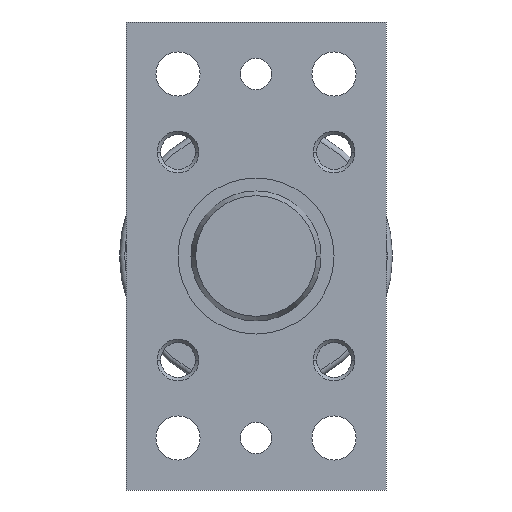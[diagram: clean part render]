
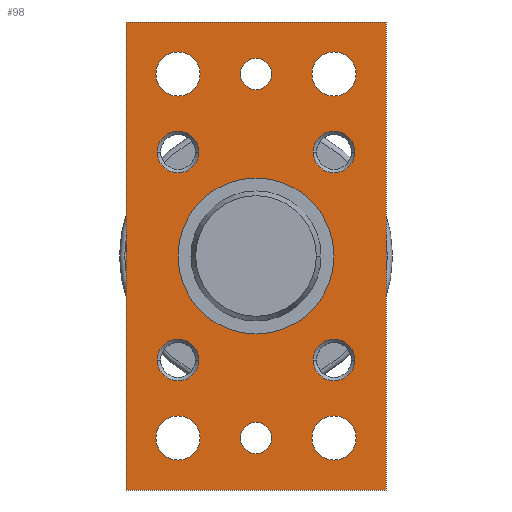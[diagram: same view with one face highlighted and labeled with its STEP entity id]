
A CAD part, left-side view. The second image highlights one B-rep face of the part: STEP entity #98.
In plain terms, the highlighted planar face has unit normal (-1, 0, 0).
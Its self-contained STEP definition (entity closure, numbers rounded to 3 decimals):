
#98=ADVANCED_FACE('',(#248,#249,#250,#251,#252,#253,#254,#255,#256,#257,#258,#259),#260,.F.);
#248=FACE_BOUND('',#447,.T.);
#249=FACE_BOUND('',#448,.T.);
#250=FACE_BOUND('',#449,.T.);
#251=FACE_BOUND('',#450,.T.);
#252=FACE_BOUND('',#451,.T.);
#253=FACE_BOUND('',#452,.T.);
#254=FACE_BOUND('',#453,.T.);
#255=FACE_BOUND('',#454,.T.);
#256=FACE_BOUND('',#455,.T.);
#257=FACE_BOUND('',#456,.T.);
#258=FACE_BOUND('',#457,.T.);
#259=FACE_OUTER_BOUND('',#458,.T.);
#260=PLANE('',#459);
#447=EDGE_LOOP('',(#924,#925));
#448=EDGE_LOOP('',(#926,#927));
#449=EDGE_LOOP('',(#928,#929));
#450=EDGE_LOOP('',(#930,#931));
#451=EDGE_LOOP('',(#932,#933));
#452=EDGE_LOOP('',(#934,#935));
#453=EDGE_LOOP('',(#936,#937));
#454=EDGE_LOOP('',(#938,#939));
#455=EDGE_LOOP('',(#940,#941));
#456=EDGE_LOOP('',(#942,#943));
#457=EDGE_LOOP('',(#944,#945));
#458=EDGE_LOOP('',(#946,#947,#948,#949));
#459=AXIS2_PLACEMENT_3D('',#950,#951,#952);
#924=ORIENTED_EDGE('',*,*,#1332,.T.);
#925=ORIENTED_EDGE('',*,*,#1358,.T.);
#926=ORIENTED_EDGE('',*,*,#1321,.T.);
#927=ORIENTED_EDGE('',*,*,#1360,.T.);
#928=ORIENTED_EDGE('',*,*,#1310,.T.);
#929=ORIENTED_EDGE('',*,*,#1362,.T.);
#930=ORIENTED_EDGE('',*,*,#1299,.T.);
#931=ORIENTED_EDGE('',*,*,#1364,.T.);
#932=ORIENTED_EDGE('',*,*,#1366,.T.);
#933=ORIENTED_EDGE('',*,*,#1292,.T.);
#934=ORIENTED_EDGE('',*,*,#1367,.T.);
#935=ORIENTED_EDGE('',*,*,#1288,.T.);
#936=ORIENTED_EDGE('',*,*,#1368,.T.);
#937=ORIENTED_EDGE('',*,*,#1284,.T.);
#938=ORIENTED_EDGE('',*,*,#1369,.T.);
#939=ORIENTED_EDGE('',*,*,#1280,.T.);
#940=ORIENTED_EDGE('',*,*,#1370,.T.);
#941=ORIENTED_EDGE('',*,*,#1276,.T.);
#942=ORIENTED_EDGE('',*,*,#1371,.T.);
#943=ORIENTED_EDGE('',*,*,#1272,.T.);
#944=ORIENTED_EDGE('',*,*,#1341,.T.);
#945=ORIENTED_EDGE('',*,*,#1340,.T.);
#946=ORIENTED_EDGE('',*,*,#1372,.T.);
#947=ORIENTED_EDGE('',*,*,#1373,.T.);
#948=ORIENTED_EDGE('',*,*,#1374,.T.);
#949=ORIENTED_EDGE('',*,*,#1375,.T.);
#950=CARTESIAN_POINT('',(-10.0,0.0,0.0));
#951=DIRECTION('',(1.0,0.0,0.));
#952=DIRECTION('',(0.,0.0,-1.0));
#1272=EDGE_CURVE('',#1535,#1539,#1541,.T.);
#1276=EDGE_CURVE('',#1543,#1547,#1549,.T.);
#1280=EDGE_CURVE('',#1551,#1555,#1557,.T.);
#1284=EDGE_CURVE('',#1559,#1563,#1565,.T.);
#1288=EDGE_CURVE('',#1567,#1571,#1573,.T.);
#1292=EDGE_CURVE('',#1575,#1579,#1581,.T.);
#1299=EDGE_CURVE('',#1590,#1592,#1594,.T.);
#1310=EDGE_CURVE('',#1609,#1611,#1613,.T.);
#1321=EDGE_CURVE('',#1628,#1630,#1632,.T.);
#1332=EDGE_CURVE('',#1647,#1649,#1651,.T.);
#1340=EDGE_CURVE('',#1659,#1663,#1665,.T.);
#1341=EDGE_CURVE('',#1663,#1659,#1666,.T.);
#1358=EDGE_CURVE('',#1649,#1647,#1687,.T.);
#1360=EDGE_CURVE('',#1630,#1628,#1689,.T.);
#1362=EDGE_CURVE('',#1611,#1609,#1691,.T.);
#1364=EDGE_CURVE('',#1592,#1590,#1693,.T.);
#1366=EDGE_CURVE('',#1579,#1575,#1695,.T.);
#1367=EDGE_CURVE('',#1571,#1567,#1696,.T.);
#1368=EDGE_CURVE('',#1563,#1559,#1697,.T.);
#1369=EDGE_CURVE('',#1555,#1551,#1698,.T.);
#1370=EDGE_CURVE('',#1547,#1543,#1699,.T.);
#1371=EDGE_CURVE('',#1539,#1535,#1700,.T.);
#1372=EDGE_CURVE('',#1701,#1702,#1703,.T.);
#1373=EDGE_CURVE('',#1702,#1704,#1705,.T.);
#1374=EDGE_CURVE('',#1704,#1706,#1707,.T.);
#1375=EDGE_CURVE('',#1706,#1701,#1708,.T.);
#1535=VERTEX_POINT('',#2088);
#1539=VERTEX_POINT('',#2093);
#1541=CIRCLE('',#2096,4.25);
#1543=VERTEX_POINT('',#2098);
#1547=VERTEX_POINT('',#2103);
#1549=CIRCLE('',#2106,4.25);
#1551=VERTEX_POINT('',#2108);
#1555=VERTEX_POINT('',#2113);
#1557=CIRCLE('',#2116,4.25);
#1559=VERTEX_POINT('',#2118);
#1563=VERTEX_POINT('',#2123);
#1565=CIRCLE('',#2126,4.25);
#1567=VERTEX_POINT('',#2128);
#1571=VERTEX_POINT('',#2133);
#1573=CIRCLE('',#2136,3.0);
#1575=VERTEX_POINT('',#2138);
#1579=VERTEX_POINT('',#2143);
#1581=CIRCLE('',#2146,3.0);
#1590=VERTEX_POINT('',#2157);
#1592=VERTEX_POINT('',#2160);
#1594=CIRCLE('',#2163,4.0);
#1609=VERTEX_POINT('',#2182);
#1611=VERTEX_POINT('',#2185);
#1613=CIRCLE('',#2188,4.0);
#1628=VERTEX_POINT('',#2207);
#1630=VERTEX_POINT('',#2210);
#1632=CIRCLE('',#2213,4.0);
#1647=VERTEX_POINT('',#2232);
#1649=VERTEX_POINT('',#2235);
#1651=CIRCLE('',#2238,4.0);
#1659=VERTEX_POINT('',#2248);
#1663=VERTEX_POINT('',#2253);
#1665=CIRCLE('',#2256,15.0);
#1666=CIRCLE('',#2257,15.0);
#1687=CIRCLE('',#2282,4.0);
#1689=CIRCLE('',#2284,4.0);
#1691=CIRCLE('',#2286,4.0);
#1693=CIRCLE('',#2288,4.0);
#1695=CIRCLE('',#2290,3.0);
#1696=CIRCLE('',#2291,3.0);
#1697=CIRCLE('',#2292,4.25);
#1698=CIRCLE('',#2293,4.25);
#1699=CIRCLE('',#2294,4.25);
#1700=CIRCLE('',#2295,4.25);
#1701=VERTEX_POINT('',#2296);
#1702=VERTEX_POINT('',#2297);
#1703=LINE('',#2298,#2299);
#1704=VERTEX_POINT('',#2300);
#1705=LINE('',#2301,#2302);
#1706=VERTEX_POINT('',#2303);
#1707=LINE('',#2304,#2305);
#1708=LINE('',#2306,#2307);
#2088=CARTESIAN_POINT('',(-10.0,-15.0,30.75));
#2093=CARTESIAN_POINT('',(-10.0,-15.0,39.25));
#2096=AXIS2_PLACEMENT_3D('',#2617,#2618,#2619);
#2098=CARTESIAN_POINT('',(-10.0,15.0,30.75));
#2103=CARTESIAN_POINT('',(-10.0,15.0,39.25));
#2106=AXIS2_PLACEMENT_3D('',#2625,#2626,#2627);
#2108=CARTESIAN_POINT('',(-10.0,-15.0,-39.25));
#2113=CARTESIAN_POINT('',(-10.0,-15.0,-30.75));
#2116=AXIS2_PLACEMENT_3D('',#2633,#2634,#2635);
#2118=CARTESIAN_POINT('',(-10.0,15.0,-39.25));
#2123=CARTESIAN_POINT('',(-10.0,15.0,-30.75));
#2126=AXIS2_PLACEMENT_3D('',#2641,#2642,#2643);
#2128=CARTESIAN_POINT('',(-10.0,0.,32.0));
#2133=CARTESIAN_POINT('',(-10.0,0.,38.0));
#2136=AXIS2_PLACEMENT_3D('',#2649,#2650,#2651);
#2138=CARTESIAN_POINT('',(-10.0,0.,-38.0));
#2143=CARTESIAN_POINT('',(-10.0,0.,-32.0));
#2146=AXIS2_PLACEMENT_3D('',#2657,#2658,#2659);
#2157=CARTESIAN_POINT('',(-10.0,-11.0,20.0));
#2160=CARTESIAN_POINT('',(-10.0,-19.0,20.0));
#2163=AXIS2_PLACEMENT_3D('',#2670,#2671,#2672);
#2182=CARTESIAN_POINT('',(-10.0,19.0,20.0));
#2185=CARTESIAN_POINT('',(-10.0,11.0,20.0));
#2188=AXIS2_PLACEMENT_3D('',#2691,#2692,#2693);
#2207=CARTESIAN_POINT('',(-10.0,-11.0,-20.0));
#2210=CARTESIAN_POINT('',(-10.0,-19.0,-20.0));
#2213=AXIS2_PLACEMENT_3D('',#2712,#2713,#2714);
#2232=CARTESIAN_POINT('',(-10.0,19.0,-20.0));
#2235=CARTESIAN_POINT('',(-10.0,11.0,-20.0));
#2238=AXIS2_PLACEMENT_3D('',#2733,#2734,#2735);
#2248=CARTESIAN_POINT('',(-10.0,0.,-15.0));
#2253=CARTESIAN_POINT('',(-10.0,0.,15.0));
#2256=AXIS2_PLACEMENT_3D('',#2749,#2750,#2751);
#2257=AXIS2_PLACEMENT_3D('',#2752,#2753,#2754);
#2282=AXIS2_PLACEMENT_3D('',#2795,#2796,#2797);
#2284=AXIS2_PLACEMENT_3D('',#2801,#2802,#2803);
#2286=AXIS2_PLACEMENT_3D('',#2807,#2808,#2809);
#2288=AXIS2_PLACEMENT_3D('',#2813,#2814,#2815);
#2290=AXIS2_PLACEMENT_3D('',#2819,#2820,#2821);
#2291=AXIS2_PLACEMENT_3D('',#2822,#2823,#2824);
#2292=AXIS2_PLACEMENT_3D('',#2825,#2826,#2827);
#2293=AXIS2_PLACEMENT_3D('',#2828,#2829,#2830);
#2294=AXIS2_PLACEMENT_3D('',#2831,#2832,#2833);
#2295=AXIS2_PLACEMENT_3D('',#2834,#2835,#2836);
#2296=CARTESIAN_POINT('',(-10.0,25.0,-45.0));
#2297=CARTESIAN_POINT('',(-10.0,-25.0,-45.0));
#2298=CARTESIAN_POINT('',(-10.0,0.0,-45.0));
#2299=VECTOR('',#2837,1.0);
#2300=CARTESIAN_POINT('',(-10.0,-25.0,45.0));
#2301=CARTESIAN_POINT('',(-10.0,-25.0,0.0));
#2302=VECTOR('',#2838,1.0);
#2303=CARTESIAN_POINT('',(-10.0,25.0,45.0));
#2304=CARTESIAN_POINT('',(-10.0,0.0,45.0));
#2305=VECTOR('',#2839,1.0);
#2306=CARTESIAN_POINT('',(-10.0,25.0,0.0));
#2307=VECTOR('',#2840,1.0);
#2617=CARTESIAN_POINT('',(-10.0,-15.0,35.0));
#2618=DIRECTION('',(1.0,0.0,0.));
#2619=DIRECTION('',(0.,0.0,-1.0));
#2625=CARTESIAN_POINT('',(-10.0,15.0,35.0));
#2626=DIRECTION('',(1.0,0.0,0.));
#2627=DIRECTION('',(0.,0.0,-1.0));
#2633=CARTESIAN_POINT('',(-10.0,-15.0,-35.0));
#2634=DIRECTION('',(1.0,0.0,0.));
#2635=DIRECTION('',(0.,0.0,-1.0));
#2641=CARTESIAN_POINT('',(-10.0,15.0,-35.0));
#2642=DIRECTION('',(1.0,0.0,0.));
#2643=DIRECTION('',(0.,0.0,-1.0));
#2649=CARTESIAN_POINT('',(-10.0,0.0,35.0));
#2650=DIRECTION('',(1.0,0.0,0.));
#2651=DIRECTION('',(0.,0.0,-1.0));
#2657=CARTESIAN_POINT('',(-10.0,0.0,-35.0));
#2658=DIRECTION('',(1.0,0.0,0.));
#2659=DIRECTION('',(0.,0.0,-1.0));
#2670=CARTESIAN_POINT('',(-10.0,-15.0,20.0));
#2671=DIRECTION('',(1.0,-0.0,0.));
#2672=DIRECTION('',(0.0,1.0,0.0));
#2691=CARTESIAN_POINT('',(-10.0,15.0,20.0));
#2692=DIRECTION('',(1.0,-0.0,0.));
#2693=DIRECTION('',(0.0,1.0,0.0));
#2712=CARTESIAN_POINT('',(-10.0,-15.0,-20.0));
#2713=DIRECTION('',(1.0,-0.0,0.));
#2714=DIRECTION('',(0.0,1.0,0.0));
#2733=CARTESIAN_POINT('',(-10.0,15.0,-20.0));
#2734=DIRECTION('',(1.0,-0.0,0.));
#2735=DIRECTION('',(0.0,1.0,0.0));
#2749=CARTESIAN_POINT('',(-10.0,0.0,0.0));
#2750=DIRECTION('',(1.0,0.0,0.));
#2751=DIRECTION('',(0.,0.0,-1.0));
#2752=CARTESIAN_POINT('',(-10.0,0.0,0.0));
#2753=DIRECTION('',(1.0,0.0,0.));
#2754=DIRECTION('',(0.,0.0,-1.0));
#2795=CARTESIAN_POINT('',(-10.0,15.0,-20.0));
#2796=DIRECTION('',(1.0,-0.0,0.));
#2797=DIRECTION('',(0.0,1.0,0.0));
#2801=CARTESIAN_POINT('',(-10.0,-15.0,-20.0));
#2802=DIRECTION('',(1.0,-0.0,0.));
#2803=DIRECTION('',(0.0,1.0,0.0));
#2807=CARTESIAN_POINT('',(-10.0,15.0,20.0));
#2808=DIRECTION('',(1.0,-0.0,0.));
#2809=DIRECTION('',(0.0,1.0,0.0));
#2813=CARTESIAN_POINT('',(-10.0,-15.0,20.0));
#2814=DIRECTION('',(1.0,-0.0,0.));
#2815=DIRECTION('',(0.0,1.0,0.0));
#2819=CARTESIAN_POINT('',(-10.0,0.0,-35.0));
#2820=DIRECTION('',(1.0,0.0,0.));
#2821=DIRECTION('',(0.,0.0,-1.0));
#2822=CARTESIAN_POINT('',(-10.0,0.0,35.0));
#2823=DIRECTION('',(1.0,0.0,0.));
#2824=DIRECTION('',(0.,0.0,-1.0));
#2825=CARTESIAN_POINT('',(-10.0,15.0,-35.0));
#2826=DIRECTION('',(1.0,0.0,0.));
#2827=DIRECTION('',(0.,0.0,-1.0));
#2828=CARTESIAN_POINT('',(-10.0,-15.0,-35.0));
#2829=DIRECTION('',(1.0,0.0,0.));
#2830=DIRECTION('',(0.,0.0,-1.0));
#2831=CARTESIAN_POINT('',(-10.0,15.0,35.0));
#2832=DIRECTION('',(1.0,0.0,0.));
#2833=DIRECTION('',(0.,0.0,-1.0));
#2834=CARTESIAN_POINT('',(-10.0,-15.0,35.0));
#2835=DIRECTION('',(1.0,0.0,0.));
#2836=DIRECTION('',(0.,0.0,-1.0));
#2837=DIRECTION('',(0.0,-1.0,0.0));
#2838=DIRECTION('',(0.,0.0,1.0));
#2839=DIRECTION('',(0.0,1.0,0.0));
#2840=DIRECTION('',(0.,0.0,-1.0));
